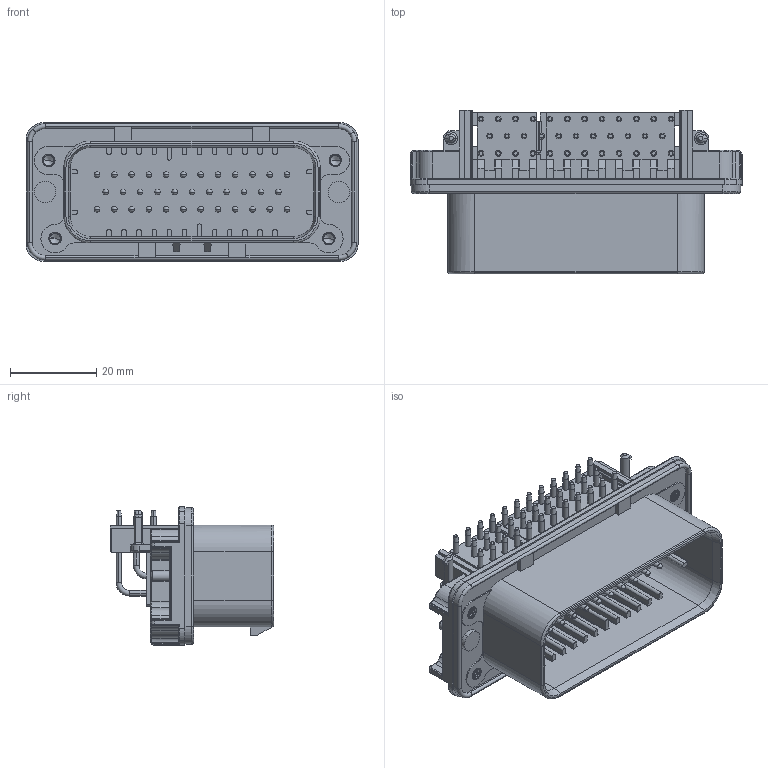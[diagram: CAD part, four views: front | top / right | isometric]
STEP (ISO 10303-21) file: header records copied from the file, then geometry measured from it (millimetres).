
FILE_DESCRIPTION (( 'STEP AP203' ), '1' );
FILE_NAME ('YG1146²å×ù.STEP', '2022-10-29T02:14:09', ( 'yguser' ), ( 'ygkj' ), 'SwSTEP 2.0', 'SolidWorks 2018', '' );
FILE_SCHEMA (( 'CONFIG_CONTROL_DESIGN' ));
Length unit declared in the file: millimetre
Products named in the file (1): YG1146脣釱
Bounding box: 76.9 x 37.85 x 32.1 mm (x, y, z)
Volume: 18998.6 mm3; surface area: 22719.2 mm2
Topology: 1 solids, 1 shells, 1890 faces, 5097 edges, 3227 vertices
Faces by surface type: cylinder 896, plane 585, cone 180, torus 143, sphere 70, bspline 16
Entity records: 65136 total; most frequent: CARTESIAN_POINT 17392, DIRECTION 10328, ORIENTED_EDGE 9898, EDGE_CURVE 4949, AXIS2_PLACEMENT_3D 3936, VERTEX_POINT 3157, VECTOR 2456, LINE 2456
